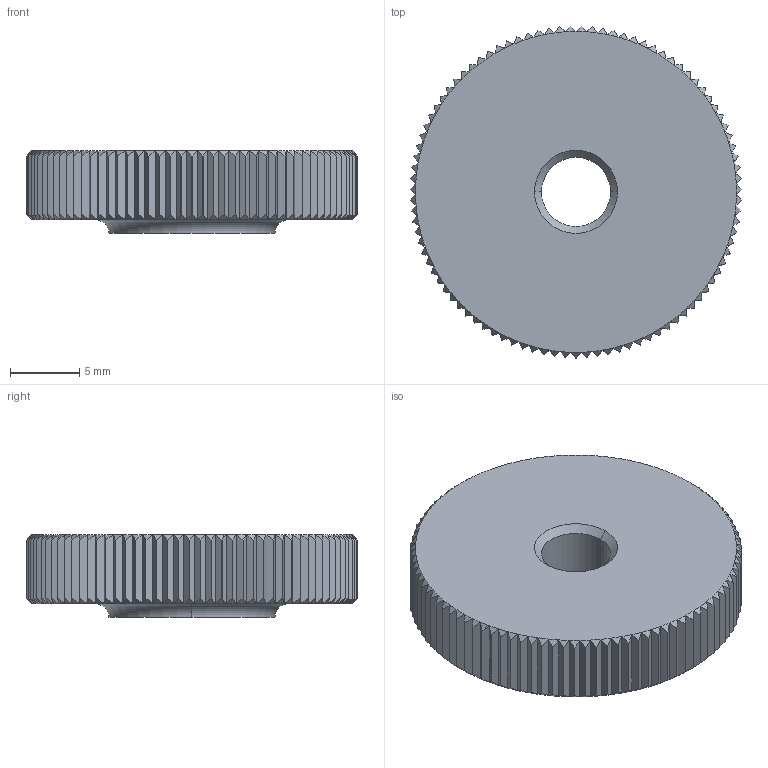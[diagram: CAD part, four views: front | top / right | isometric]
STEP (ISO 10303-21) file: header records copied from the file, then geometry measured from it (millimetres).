
FILE_DESCRIPTION(('STEP AP214'),'1');
FILE_NAME(' ',' ',('TraceParts'),('TraceParts S.A.'),'XStep 1.0',' ',' ');
FILE_SCHEMA(('automotive_design'));
Length unit declared in the file: millimetre
Products named in the file (1): 1
Bounding box: 24 x 23.99 x 6 mm (x, y, z)
Volume: 2182.3 mm3; surface area: 1444.4 mm2
Topology: 1 solids, 1 shells, 490 faces, 1077 edges, 590 vertices
Faces by surface type: cone 198, plane 193, cylinder 97, torus 2
Entity records: 24946 total; most frequent: CARTESIAN_POINT 2926, STYLED_ITEM 2158, PRESENTATION_STYLE_ASSIGNMENT 2158, COLOUR_RGB 2158, ORIENTED_EDGE 2154, DIRECTION 2073, EDGE_CURVE 1077, CURVE_STYLE 1077
